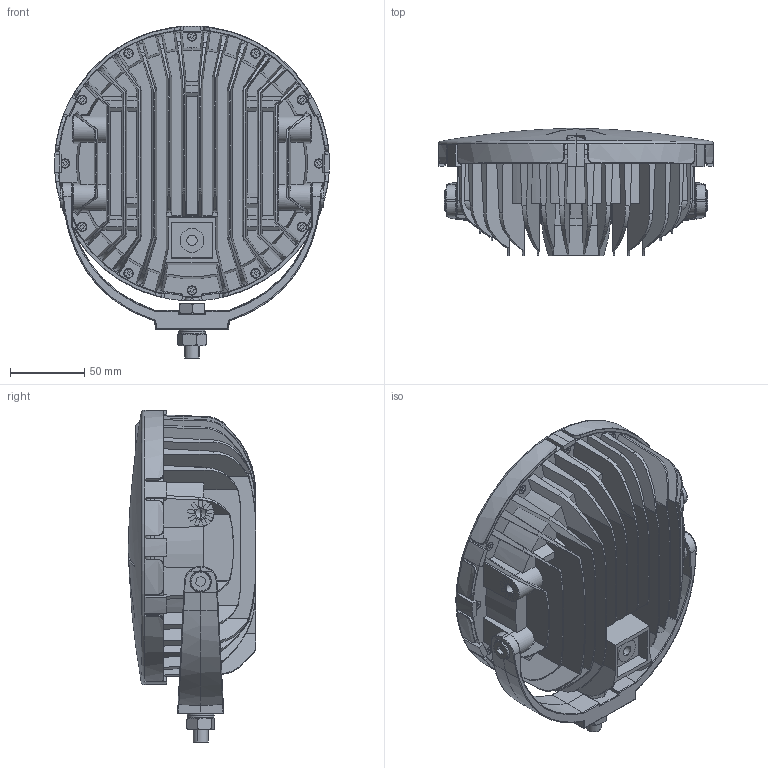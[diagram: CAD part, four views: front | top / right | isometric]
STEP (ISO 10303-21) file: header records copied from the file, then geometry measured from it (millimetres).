
FILE_DESCRIPTION (( 'STEP AP203' ), '1' );
FILE_NAME ('DK180403DD21A_Client.STEP', '2020-03-12T17:10:54', ( '' ), ( '' ), 'SwSTEP 2.0', 'SolidWorks 2017', '' );
FILE_SCHEMA (( 'CONFIG_CONTROL_DESIGN' ));
Length unit declared in the file: millimetre
Products named in the file (13): DK180403DD06F; DK180403DD09B; Bolt_M10x30_DIN931__A4; DK180403DD12B; Washer_M10_DIN128_spring___A4; DK180403DD21A_Client; DK180403DD03B; FP-OPK 4608CA01; screwM3x10__DIN965___A4; Nut_M10_DIN934____A4; WasherM10_DIN125___A4; DK180403DD32B; Screw_M8x20-DIN7984___A4
Assembly tree (24 placements, depth 2):
  DK180403DD21A_Client
    DK180403DD03B
    DK180403DD06F
    DK180403DD12B
    DK180403DD09B
    screwM3x10__DIN965___A4  x12
    Screw_M8x20-DIN7984___A4  x2
    WasherM10_DIN125___A4
    Washer_M10_DIN128_spring___A4
    Bolt_M10x30_DIN931__A4
    Nut_M10_DIN934____A4
    DK180403DD32B
    FP-OPK 4608CA01
Bounding box: 185 x 85.7 x 223.5 mm (x, y, z)
Volume: 568375.4 mm3; surface area: 374689.6 mm2
Topology: 24 solids, 30 shells, 1906 faces, 4974 edges, 3138 vertices
Faces by surface type: plane 898, cylinder 581, cone 177, bspline 134, torus 92, sphere 24
Entity records: 62823 total; most frequent: CARTESIAN_POINT 21382, ORIENTED_EDGE 8712, DIRECTION 7883, EDGE_CURVE 4356, AXIS2_PLACEMENT_3D 2796, VERTEX_POINT 2784, VECTOR 2291, LINE 2291
